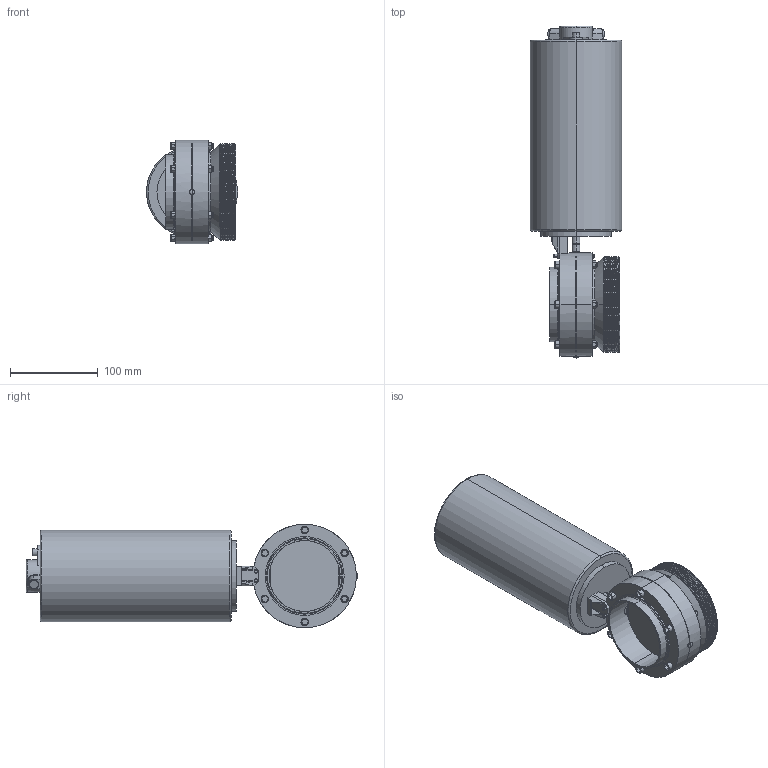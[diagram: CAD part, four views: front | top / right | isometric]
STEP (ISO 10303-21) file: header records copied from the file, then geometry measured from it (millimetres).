
FILE_DESCRIPTION (( 'STEP AP203' ), '1' );
FILE_NAME ('3D-M4502_DN80_174451490_174451520.STEP', '2024-09-18T12:23:27', ( '' ), ( '' ), 'SwSTEP 2.0', 'SolidWorks 2024', '' );
FILE_SCHEMA (( 'CONFIG_CONTROL_DESIGN' ));
Length unit declared in the file: millimetre
Products named in the file (1): 3D-M4502_DN80_174451490_174451520
Bounding box: 104 x 378.65 x 118 mm (x, y, z)
Volume: 2202631.9 mm3; surface area: 177859.8 mm2
Topology: 5 solids, 5 shells, 420 faces, 977 edges, 607 vertices
Faces by surface type: plane 210, cylinder 126, torus 40, cone 35, bspline 7, sphere 2
Entity records: 14884 total; most frequent: CARTESIAN_POINT 5218, DIRECTION 2045, ORIENTED_EDGE 1944, EDGE_CURVE 972, AXIS2_PLACEMENT_3D 746, VERTEX_POINT 606, VECTOR 553, LINE 553
